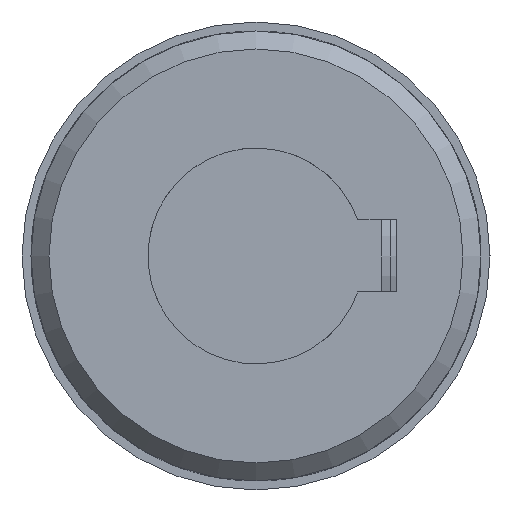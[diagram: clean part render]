
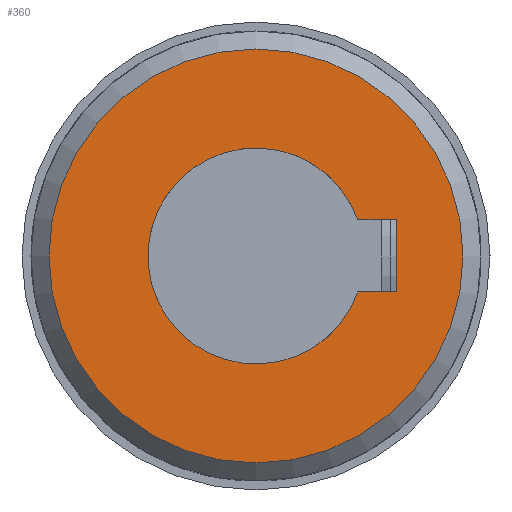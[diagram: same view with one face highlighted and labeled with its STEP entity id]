
A CAD part, left-side view. The second image highlights one B-rep face of the part: STEP entity #360.
In plain terms, the highlighted planar face has unit normal (-1, 0, 0).
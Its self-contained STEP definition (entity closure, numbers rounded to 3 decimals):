
#360 = ADVANCED_FACE( '', ( #801, #802 ), #803, .T. );
#801 = FACE_BOUND( '', #1383, .T. );
#802 = FACE_OUTER_BOUND( '', #1384, .T. );
#803 = PLANE( '', #1385 );
#1383 = EDGE_LOOP( '', ( #2109, #2110, #2111, #2112 ) );
#1384 = EDGE_LOOP( '', ( #2113 ) );
#1385 = AXIS2_PLACEMENT_3D( '', #2114, #2115, #2116 );
#2109 = ORIENTED_EDGE( '', *, *, #3433, .T. );
#2110 = ORIENTED_EDGE( '', *, *, #3463, .T. );
#2111 = ORIENTED_EDGE( '', *, *, #3504, .T. );
#2112 = ORIENTED_EDGE( '', *, *, #3487, .T. );
#2113 = ORIENTED_EDGE( '', *, *, #3510, .F. );
#2114 = CARTESIAN_POINT( '', ( 0., 11.5, 0. ) );
#2115 = DIRECTION( '', ( -1., 0., 0. ) );
#2116 = DIRECTION( '', ( 0., 0., 1. ) );
#3433 = EDGE_CURVE( '', #4071, #4069, #4072, .T. );
#3463 = EDGE_CURVE( '', #4069, #4122, #4123, .T. );
#3487 = EDGE_CURVE( '', #4164, #4071, #4165, .T. );
#3504 = EDGE_CURVE( '', #4122, #4164, #4191, .T. );
#3510 = EDGE_CURVE( '', #4199, #4199, #4200, .T. );
#4069 = VERTEX_POINT( '', #5096 );
#4071 = VERTEX_POINT( '', #5099 );
#4072 = LINE( '', #5100, #5101 );
#4122 = VERTEX_POINT( '', #5390 );
#4123 = CIRCLE( '', #5391, 6. );
#4164 = VERTEX_POINT( '', #5671 );
#4165 = LINE( '', #5672, #5673 );
#4191 = LINE( '', #5705, #5706 );
#4199 = VERTEX_POINT( '', #5715 );
#4200 = CIRCLE( '', #5716, 11.5 );
#5096 = CARTESIAN_POINT( '', ( 0., 2., -5.657 ) );
#5099 = CARTESIAN_POINT( '', ( 0., 2., -7.8 ) );
#5100 = CARTESIAN_POINT( '', ( 0., 2., -7.8 ) );
#5101 = VECTOR( '', #6914, 1000. );
#5390 = CARTESIAN_POINT( '', ( 0., -2., -5.657 ) );
#5391 = AXIS2_PLACEMENT_3D( '', #6942, #6943, #6944 );
#5671 = CARTESIAN_POINT( '', ( 0., -2., -7.8 ) );
#5672 = CARTESIAN_POINT( '', ( 0., -2., -7.8 ) );
#5673 = VECTOR( '', #6968, 1000. );
#5705 = CARTESIAN_POINT( '', ( 0., -2., 0. ) );
#5706 = VECTOR( '', #6990, 1000. );
#5715 = CARTESIAN_POINT( '', ( 0., 0., -11.5 ) );
#5716 = AXIS2_PLACEMENT_3D( '', #6998, #6999, #7000 );
#6914 = DIRECTION( '', ( 0., 0., 1. ) );
#6942 = CARTESIAN_POINT( '', ( 0., 0., 0. ) );
#6943 = DIRECTION( '', ( 1., 0., 0. ) );
#6944 = DIRECTION( '', ( 0., 0., -1. ) );
#6968 = DIRECTION( '', ( 0., 1., 0. ) );
#6990 = DIRECTION( '', ( 0., 0., -1. ) );
#6998 = CARTESIAN_POINT( '', ( 0., 0., 0. ) );
#6999 = DIRECTION( '', ( 1., 0., 0. ) );
#7000 = DIRECTION( '', ( 0., 0., -1. ) );
